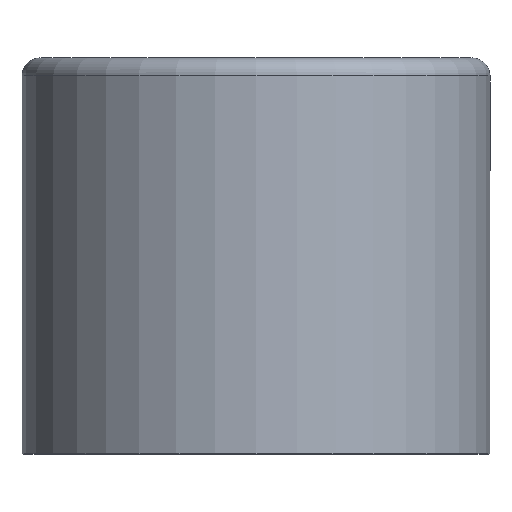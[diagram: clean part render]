
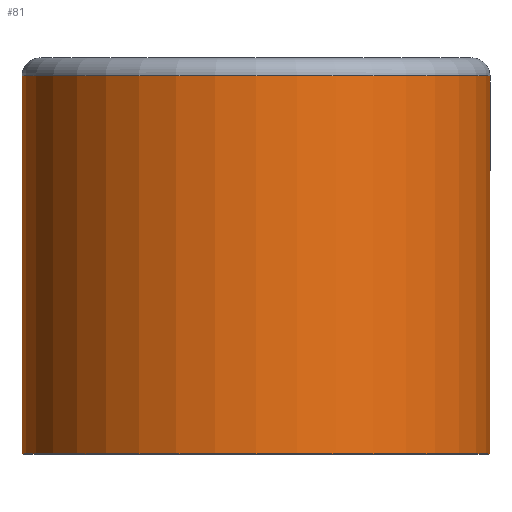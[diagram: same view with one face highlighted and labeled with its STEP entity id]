
A CAD part, top view. The second image highlights one B-rep face of the part: STEP entity #81.
In plain terms, the highlighted cylindrical face has radius 6.5 mm (diameter 13 mm), a full revolution.
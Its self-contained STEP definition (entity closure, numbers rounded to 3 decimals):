
#17=LINE('',#154,#19);
#19=VECTOR('',#128,7.);
#21=CYLINDRICAL_SURFACE('',#105,6.5);
#27=FACE_OUTER_BOUND('',#33,.T.);
#33=EDGE_LOOP('',(#66,#67,#68,#69,#70));
#40=CIRCLE('',#102,6.5);
#41=CIRCLE('',#103,6.5);
#42=CIRCLE('',#106,6.5);
#46=VERTEX_POINT('',#146);
#47=VERTEX_POINT('',#148);
#48=VERTEX_POINT('',#153);
#53=EDGE_CURVE('',#46,#47,#40,.T.);
#54=EDGE_CURVE('',#47,#46,#41,.T.);
#55=EDGE_CURVE('',#47,#48,#17,.T.);
#56=EDGE_CURVE('',#48,#48,#42,.F.);
#66=ORIENTED_EDGE('',*,*,#54,.F.);
#67=ORIENTED_EDGE('',*,*,#55,.T.);
#68=ORIENTED_EDGE('',*,*,#56,.F.);
#69=ORIENTED_EDGE('',*,*,#55,.F.);
#70=ORIENTED_EDGE('',*,*,#53,.F.);
#81=ADVANCED_FACE('',(#27),#21,.T.);
#102=AXIS2_PLACEMENT_3D('',#149,#120,#121);
#103=AXIS2_PLACEMENT_3D('',#150,#122,#123);
#105=AXIS2_PLACEMENT_3D('',#152,#126,#127);
#106=AXIS2_PLACEMENT_3D('',#155,#129,#130);
#120=DIRECTION('center_axis',(0.,1.,0.));
#121=DIRECTION('ref_axis',(1.,0.,0.));
#122=DIRECTION('center_axis',(0.,1.,0.));
#123=DIRECTION('ref_axis',(1.,0.,0.));
#126=DIRECTION('center_axis',(0.,1.,0.));
#127=DIRECTION('ref_axis',(1.,0.,0.));
#128=DIRECTION('',(0.,-1.,0.));
#129=DIRECTION('center_axis',(0.,1.,0.));
#130=DIRECTION('ref_axis',(1.,0.,0.));
#146=CARTESIAN_POINT('',(0.,4.5,86.5));
#148=CARTESIAN_POINT('',(-6.5,4.5,93.));
#149=CARTESIAN_POINT('Origin',(0.,4.5,93.));
#150=CARTESIAN_POINT('Origin',(0.,4.5,93.));
#152=CARTESIAN_POINT('Origin',(0.,-5.35,93.));
#153=CARTESIAN_POINT('',(-6.5,-6.,93.));
#154=CARTESIAN_POINT('',(-6.5,-5.35,93.));
#155=CARTESIAN_POINT('Origin',(0.,-6.,93.));
